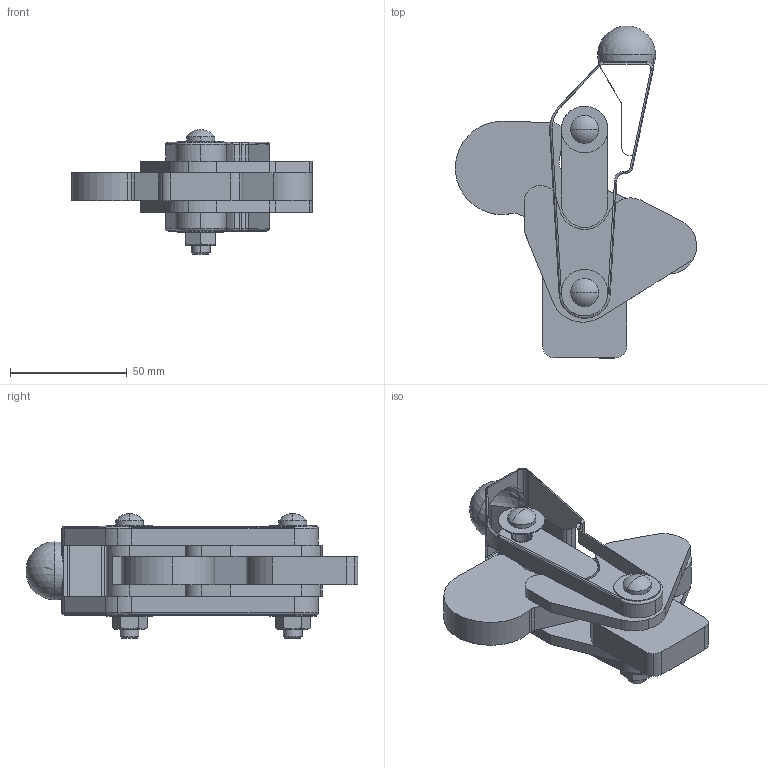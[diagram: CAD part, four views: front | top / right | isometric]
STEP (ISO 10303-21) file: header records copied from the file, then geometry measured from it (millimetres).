
FILE_DESCRIPTION((''),'2;1');
FILE_NAME('M20SCH.stp','2006-07-18T12:21:21',('Matthew'),(''),'Autodesk Inventor 8','Autodesk Inventor 8','');
FILE_SCHEMA(('AUTOMOTIVE_DESIGN { 1 0 10303 214 1 1 1 1 }'));
Length unit declared in the file: millimetre
Products named in the file (6): M20SCH; M20SCH1; M20SCH2; M20 HANDLE MODEL; M20SCH4; M20SCH5
Assembly tree (5 placements, depth 2):
  M20SCH
    M20SCH1
    M20SCH2
    M20 HANDLE MODEL
    M20SCH4
    M20SCH5
Bounding box: 103.44 x 142.41 x 53.47 mm (x, y, z)
Volume: 164104.6 mm3; surface area: 54731.4 mm2
Topology: 5 solids, 5 shells, 258 faces, 671 edges, 432 vertices
Faces by surface type: cylinder 139, plane 77, cone 20, torus 16, sphere 6
Entity records: 8199 total; most frequent: DIRECTION 1511, CARTESIAN_POINT 1481, ORIENTED_EDGE 1332, EDGE_CURVE 666, AXIS2_PLACEMENT_3D 606, VERTEX_POINT 431, CIRCLE 337, VECTOR 299
